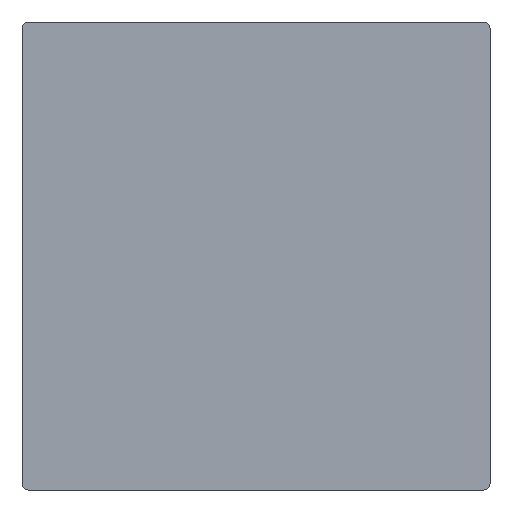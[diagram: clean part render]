
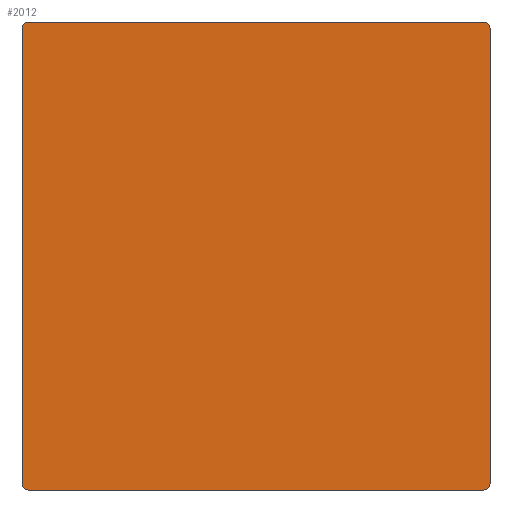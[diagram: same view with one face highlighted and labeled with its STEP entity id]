
A CAD part, front view. The second image highlights one B-rep face of the part: STEP entity #2012.
In plain terms, the highlighted planar face has unit normal (0, -1, 0).
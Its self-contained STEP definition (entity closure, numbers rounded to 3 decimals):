
#6 = DIRECTION ( 'NONE',  ( 0., 0., -1. ) ) ;
#475 = CARTESIAN_POINT ( 'NONE',  ( -30., 0., -29.2 ) ) ;
#667 = LINE ( 'NONE', #9954, #5401 ) ;
#782 = DIRECTION ( 'NONE',  ( 0., 0., -1. ) ) ;
#1199 = CARTESIAN_POINT ( 'NONE',  ( -30., 0., 30. ) ) ;
#1341 = ORIENTED_EDGE ( 'NONE', *, *, #11111, .T. ) ;
#1502 = EDGE_CURVE ( 'NONE', #5028, #6861, #4440, .T. ) ;
#1521 = AXIS2_PLACEMENT_3D ( 'NONE', #10918, #5215, #11875 ) ;
#1735 = CARTESIAN_POINT ( 'NONE',  ( 30., 0., 30. ) ) ;
#1995 = EDGE_CURVE ( 'NONE', #11672, #7169, #6070, .T. ) ;
#2012 = ADVANCED_FACE ( 'NONE', ( #11129 ), #9470, .T. ) ;
#2035 = CARTESIAN_POINT ( 'NONE',  ( 29.2, 0., -29.2 ) ) ;
#2574 = ORIENTED_EDGE ( 'NONE', *, *, #3643, .T. ) ;
#2660 = EDGE_CURVE ( 'NONE', #5028, #5900, #4582, .T. ) ;
#2987 = DIRECTION ( 'NONE',  ( 0., 0., -1. ) ) ;
#3643 = EDGE_CURVE ( 'NONE', #6426, #5900, #5617, .T. ) ;
#3909 = AXIS2_PLACEMENT_3D ( 'NONE', #9787, #4093, #10743 ) ;
#4093 = DIRECTION ( 'NONE',  ( 0., -1., 0. ) ) ;
#4126 = DIRECTION ( 'NONE',  ( -1., 0., 0. ) ) ;
#4235 = VERTEX_POINT ( 'NONE', #11929 ) ;
#4382 = CIRCLE ( 'NONE', #8518, 0.8 ) ;
#4440 = CIRCLE ( 'NONE', #7204, 0.8 ) ;
#4566 = ORIENTED_EDGE ( 'NONE', *, *, #2660, .F. ) ;
#4582 = LINE ( 'NONE', #1199, #6812 ) ;
#5028 = VERTEX_POINT ( 'NONE', #475 ) ;
#5215 = DIRECTION ( 'NONE',  ( 0., -1., 0. ) ) ;
#5401 = VECTOR ( 'NONE', #10898, 1000. ) ;
#5532 = ORIENTED_EDGE ( 'NONE', *, *, #1502, .T. ) ;
#5617 = CIRCLE ( 'NONE', #3909, 0.8 ) ;
#5665 = DIRECTION ( 'NONE',  ( 0., -1., 0. ) ) ;
#5775 = EDGE_CURVE ( 'NONE', #11672, #8612, #6614, .T. ) ;
#5900 = VERTEX_POINT ( 'NONE', #10721 ) ;
#6070 = LINE ( 'NONE', #1735, #11745 ) ;
#6322 = ORIENTED_EDGE ( 'NONE', *, *, #9409, .F. ) ;
#6426 = VERTEX_POINT ( 'NONE', #11622 ) ;
#6441 = DIRECTION ( 'NONE',  ( 0., -1., 0. ) ) ;
#6460 = EDGE_CURVE ( 'NONE', #4235, #6861, #12112, .T. ) ;
#6614 = CIRCLE ( 'NONE', #1521, 0.8 ) ;
#6653 = EDGE_LOOP ( 'NONE', ( #8742, #1341, #9901, #9116, #6322, #2574, #4566, #5532 ) ) ;
#6812 = VECTOR ( 'NONE', #9761, 1000. ) ;
#6861 = VERTEX_POINT ( 'NONE', #8549 ) ;
#7169 = VERTEX_POINT ( 'NONE', #10691 ) ;
#7204 = AXIS2_PLACEMENT_3D ( 'NONE', #12158, #6441, #782 ) ;
#7361 = VECTOR ( 'NONE', #4126, 1000. ) ;
#8518 = AXIS2_PLACEMENT_3D ( 'NONE', #2035, #8648, #2987 ) ;
#8549 = CARTESIAN_POINT ( 'NONE',  ( -29.2, 0., -30. ) ) ;
#8612 = VERTEX_POINT ( 'NONE', #11707 ) ;
#8648 = DIRECTION ( 'NONE',  ( 0., -1., 0. ) ) ;
#8742 = ORIENTED_EDGE ( 'NONE', *, *, #6460, .F. ) ;
#8828 = CARTESIAN_POINT ( 'NONE',  ( 30., 0., 29.2 ) ) ;
#9116 = ORIENTED_EDGE ( 'NONE', *, *, #5775, .T. ) ;
#9326 = DIRECTION ( 'NONE',  ( 0., 0., -1. ) ) ;
#9409 = EDGE_CURVE ( 'NONE', #6426, #8612, #667, .T. ) ;
#9470 = PLANE ( 'NONE',  #9715 ) ;
#9715 = AXIS2_PLACEMENT_3D ( 'NONE', #10428, #5665, #6 ) ;
#9761 = DIRECTION ( 'NONE',  ( 0., 0., 1. ) ) ;
#9787 = CARTESIAN_POINT ( 'NONE',  ( -29.2, 0., 29.2 ) ) ;
#9825 = CARTESIAN_POINT ( 'NONE',  ( -30., 0., -30. ) ) ;
#9901 = ORIENTED_EDGE ( 'NONE', *, *, #1995, .F. ) ;
#9954 = CARTESIAN_POINT ( 'NONE',  ( -30., 0., 30. ) ) ;
#10428 = CARTESIAN_POINT ( 'NONE',  ( 0., 0., 0. ) ) ;
#10691 = CARTESIAN_POINT ( 'NONE',  ( 30., 0., -29.2 ) ) ;
#10721 = CARTESIAN_POINT ( 'NONE',  ( -30., 0., 29.2 ) ) ;
#10743 = DIRECTION ( 'NONE',  ( 0., 0., -1. ) ) ;
#10898 = DIRECTION ( 'NONE',  ( 1., 0., 0. ) ) ;
#10918 = CARTESIAN_POINT ( 'NONE',  ( 29.2, 0., 29.2 ) ) ;
#11111 = EDGE_CURVE ( 'NONE', #4235, #7169, #4382, .T. ) ;
#11129 = FACE_OUTER_BOUND ( 'NONE', #6653, .T. ) ;
#11622 = CARTESIAN_POINT ( 'NONE',  ( -29.2, 0., 30. ) ) ;
#11672 = VERTEX_POINT ( 'NONE', #8828 ) ;
#11707 = CARTESIAN_POINT ( 'NONE',  ( 29.2, 0., 30. ) ) ;
#11745 = VECTOR ( 'NONE', #9326, 1000. ) ;
#11875 = DIRECTION ( 'NONE',  ( 0., 0., -1. ) ) ;
#11929 = CARTESIAN_POINT ( 'NONE',  ( 29.2, 0., -30. ) ) ;
#12112 = LINE ( 'NONE', #9825, #7361 ) ;
#12158 = CARTESIAN_POINT ( 'NONE',  ( -29.2, 0., -29.2 ) ) ;
